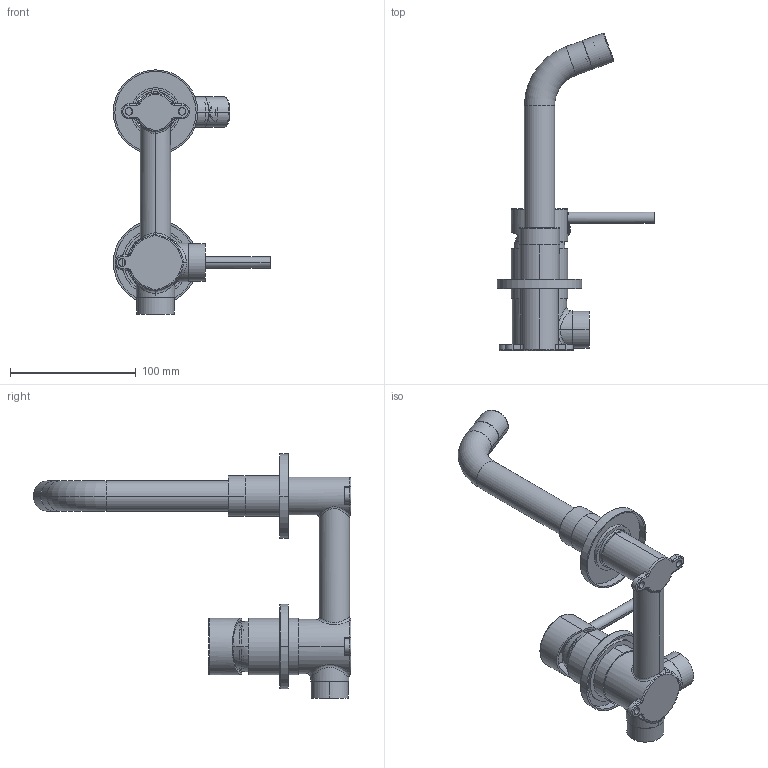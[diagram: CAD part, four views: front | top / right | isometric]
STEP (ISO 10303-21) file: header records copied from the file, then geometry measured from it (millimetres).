
FILE_DESCRIPTION((''),'2;1');
FILE_NAME('483-23-1_ASM','2020-09-25T14:30:59',('Administrator'),(''),'CREO PARAMETRIC BY PTC INC, 2018050','CREO PARAMETRIC BY PTC INC, 2018050','');
FILE_SCHEMA(('CONFIG_CONTROL_DESIGN'));
Products named in the file (18): 483-23; 35-1; 483-23-1; 206001; 205002; 483; 483-23-2; 482-23-14; 483-23-5; 483-23-7; 483-23-6; 483-23-8-1; 483-23-9; 483-23-13; 204002; 58; 57; 483-23-1_ASM
Assembly tree (17 placements, depth 2):
  483-23-1_ASM
    483-23
    35-1
    483-23-1
    206001
    205002
    483
    483-23-2
    482-23-14
    483-23-5
    483-23-7
    483-23-6
    483-23-8-1
    483-23-9
    483-23-13
    204002
    58
    57
Bounding box: 125 x 252.23 x 194 mm (x, y, z)
Volume: 152844.4 mm3; surface area: 161317.3 mm2
Topology: 17 solids, 18 shells, 2313 faces, 6566 edges, 4309 vertices
Faces by surface type: plane 1627, cylinder 409, bspline 126, torus 76, cone 59, sphere 16
Entity records: 100687 total; most frequent: CARTESIAN_POINT 43067, ORIENTED_EDGE 13096, DIRECTION 9853, EDGE_CURVE 6552, VERTEX_POINT 4309, VECTOR 3605, LINE 3605, AXIS2_PLACEMENT_3D 3124
